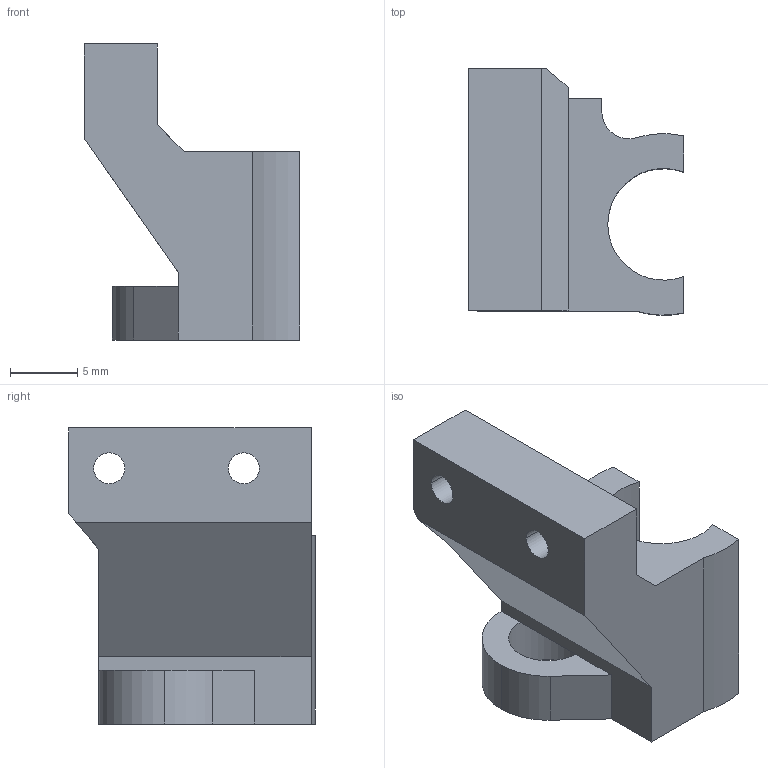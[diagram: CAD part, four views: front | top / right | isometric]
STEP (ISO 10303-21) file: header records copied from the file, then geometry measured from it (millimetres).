
FILE_DESCRIPTION (( 'STEP AP203' ), '1' );
FILE_NAME ('Eje Z - Soporte EndStop.STEP', '2015-09-07T08:26:30', ( 'Motherfocka' ), ( '' ), 'SwSTEP 2.0', 'SolidWorks 2014', '' );
FILE_SCHEMA (( 'CONFIG_CONTROL_DESIGN' ));
Length unit declared in the file: millimetre
Products named in the file (1): Eje Z - Soporte EndStop
Bounding box: 16.02 x 18.3 x 22 mm (x, y, z)
Volume: 2398.7 mm3; surface area: 1960.2 mm2
Topology: 1 solids, 1 shells, 36 faces, 101 edges, 66 vertices
Faces by surface type: plane 21, cylinder 15
Entity records: 1258 total; most frequent: DIRECTION 207, CARTESIAN_POINT 204, ORIENTED_EDGE 202, EDGE_CURVE 101, VECTOR 69, AXIS2_PLACEMENT_3D 69, LINE 69, VERTEX_POINT 66
